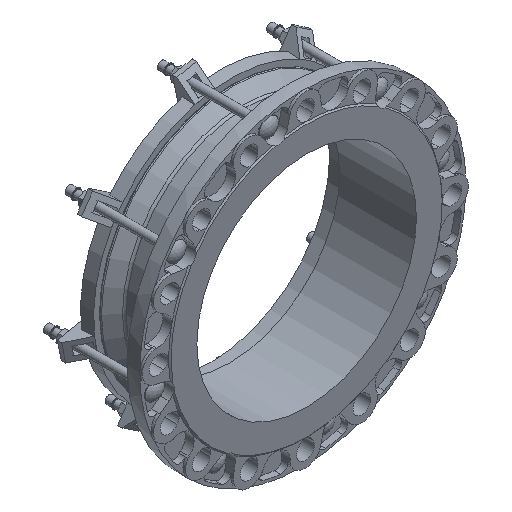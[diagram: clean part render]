
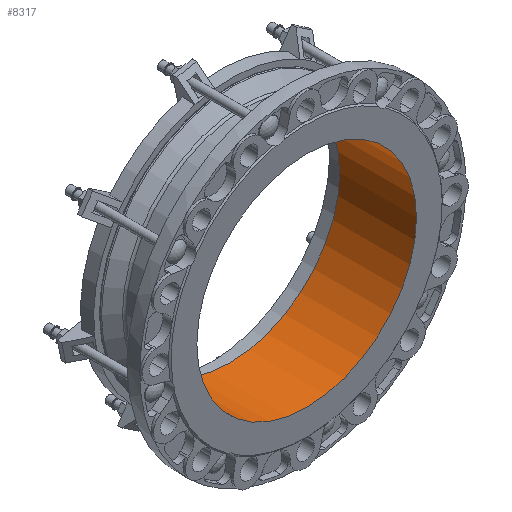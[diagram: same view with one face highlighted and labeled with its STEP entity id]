
A CAD part, isometric view. The second image highlights one B-rep face of the part: STEP entity #8317.
In plain terms, the highlighted cylindrical face has radius 175 mm (diameter 350 mm), a full revolution.
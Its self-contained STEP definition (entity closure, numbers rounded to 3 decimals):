
#2943 = ORIENTED_EDGE ( 'NONE', *, *, #20974, .F. ) ;
#8317 = ADVANCED_FACE ( 'NONE', ( #22919, #22923 ), #22925, .F. ) ;
#10204 = AXIS2_PLACEMENT_3D ( 'NONE', #15085, #15087, #15089 ) ;
#10205 = AXIS2_PLACEMENT_3D ( 'NONE', #15092, #15094, #15096 ) ;
#13524 = CIRCLE ( 'NONE', #10204, 175. ) ;
#13528 = CIRCLE ( 'NONE', #10205, 175. ) ;
#14008 = VERTEX_POINT ( 'NONE', #19057 ) ;
#14009 = VERTEX_POINT ( 'NONE', #19058 ) ;
#15085 = CARTESIAN_POINT ( 'NONE',  ( 0., 0., 0. ) ) ;
#15087 = DIRECTION ( 'NONE',  ( 0., 1., 0. ) ) ;
#15089 = DIRECTION ( 'NONE',  ( 0., 0., 1. ) ) ;
#15092 = CARTESIAN_POINT ( 'NONE',  ( 0., 122.5, 0. ) ) ;
#15094 = DIRECTION ( 'NONE',  ( 0., -1., 0. ) ) ;
#15096 = DIRECTION ( 'NONE',  ( 0., 0., 1. ) ) ;
#19057 = CARTESIAN_POINT ( 'NONE',  ( 0., 0., 175. ) ) ;
#19058 = CARTESIAN_POINT ( 'NONE',  ( 0., 122.5, 175. ) ) ;
#19456 = DIRECTION ( 'NONE',  ( 0., 0., 1. ) ) ;
#19457 = CARTESIAN_POINT ( 'NONE',  ( 0., 0., 0. ) ) ;
#19458 = DIRECTION ( 'NONE',  ( 0., 1., 0. ) ) ;
#20973 = EDGE_CURVE ( 'NONE', #14008, #14008, #13524, .T. ) ;
#20974 = EDGE_CURVE ( 'NONE', #14009, #14009, #13528, .T. ) ;
#21593 = AXIS2_PLACEMENT_3D ( 'NONE', #19457, #19458, #19456 ) ;
#22919 = FACE_OUTER_BOUND ( 'NONE', #25871, .T. ) ;
#22923 = FACE_OUTER_BOUND ( 'NONE', #25869, .T. ) ;
#22925 = CYLINDRICAL_SURFACE ( 'NONE', #21593, 175. ) ;
#23712 = ORIENTED_EDGE ( 'NONE', *, *, #20973, .F. ) ;
#25869 = EDGE_LOOP ( 'NONE', ( #2943 ) ) ;
#25871 = EDGE_LOOP ( 'NONE', ( #23712 ) ) ;
